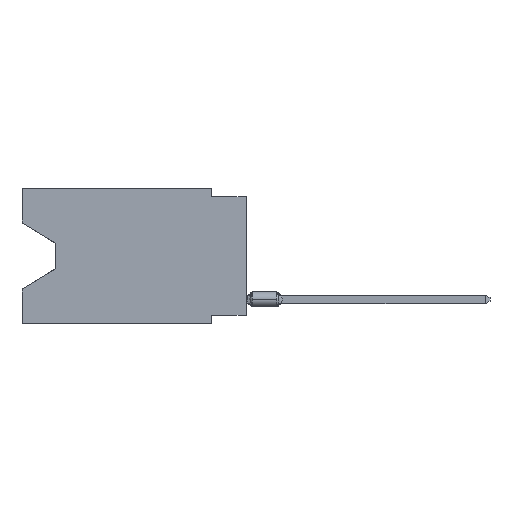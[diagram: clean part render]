
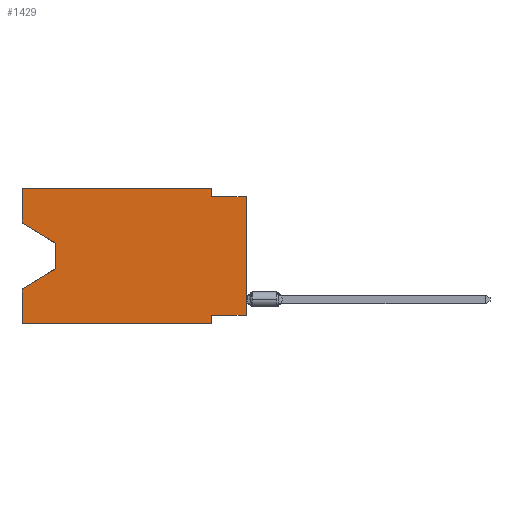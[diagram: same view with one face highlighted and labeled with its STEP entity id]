
A CAD part, left-side view. The second image highlights one B-rep face of the part: STEP entity #1429.
In plain terms, the highlighted planar face has unit normal (-1, 0, 0).
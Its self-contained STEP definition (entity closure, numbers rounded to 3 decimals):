
#101 = LINE ( 'NONE', #28443, #15344 ) ;
#125 = LINE ( 'NONE', #4613, #11237 ) ;
#218 = EDGE_CURVE ( 'NONE', #27384, #17913, #9442, .T. ) ;
#412 = DIRECTION ( 'NONE',  ( 0., -1., 0. ) ) ;
#556 = VERTEX_POINT ( 'NONE', #13151 ) ;
#711 = LINE ( 'NONE', #29054, #20528 ) ;
#829 = CARTESIAN_POINT ( 'NONE',  ( 0., 13.97, -5.893 ) ) ;
#964 = CARTESIAN_POINT ( 'NONE',  ( 0., 13.97, -4.013 ) ) ;
#1383 = VECTOR ( 'NONE', #13546, 1000. ) ;
#1429 = ADVANCED_FACE ( 'NONE', ( #10594 ), #27322, .F. ) ;
#1467 = VECTOR ( 'NONE', #19741, 1000. ) ;
#1511 = VECTOR ( 'NONE', #28004, 1000. ) ;
#1789 = ORIENTED_EDGE ( 'NONE', *, *, #24232, .T. ) ;
#2174 = CARTESIAN_POINT ( 'NONE',  ( 0., 16.383, -2.546 ) ) ;
#2215 = LINE ( 'NONE', #16180, #11334 ) ;
#2862 = EDGE_CURVE ( 'NONE', #10053, #26990, #711, .T. ) ;
#3205 = ORIENTED_EDGE ( 'NONE', *, *, #218, .T. ) ;
#3757 = CARTESIAN_POINT ( 'NONE',  ( 0., 16.383, 0. ) ) ;
#3789 = LINE ( 'NONE', #8575, #1383 ) ;
#4119 = DIRECTION ( 'NONE',  ( 0., 0., 1. ) ) ;
#4121 = AXIS2_PLACEMENT_3D ( 'NONE', #3757, #24868, #14950 ) ;
#4292 = CARTESIAN_POINT ( 'NONE',  ( 0., 0., -9.271 ) ) ;
#4613 = CARTESIAN_POINT ( 'NONE',  ( 0., 2.54, 0. ) ) ;
#5159 = VECTOR ( 'NONE', #28041, 1000. ) ;
#5953 = VECTOR ( 'NONE', #24344, 1000. ) ;
#6447 = CARTESIAN_POINT ( 'NONE',  ( 0., 16.383, 0. ) ) ;
#6526 = DIRECTION ( 'NONE',  ( 0., 0.855, -0.519 ) ) ;
#6844 = EDGE_LOOP ( 'NONE', ( #28034, #3205, #1789, #14603, #25889, #22810, #22540, #23710, #18148, #14470, #17655, #20895 ) ) ;
#7512 = VERTEX_POINT ( 'NONE', #20234 ) ;
#7575 = LINE ( 'NONE', #7725, #17860 ) ;
#7579 = VERTEX_POINT ( 'NONE', #13401 ) ;
#7725 = CARTESIAN_POINT ( 'NONE',  ( 0., 16.383, -2.546 ) ) ;
#8097 = CARTESIAN_POINT ( 'NONE',  ( 0., 16.383, 0. ) ) ;
#8475 = LINE ( 'NONE', #6447, #19696 ) ;
#8575 = CARTESIAN_POINT ( 'NONE',  ( 0., 16.383, -9.906 ) ) ;
#8957 = VECTOR ( 'NONE', #6526, 1000. ) ;
#9141 = CARTESIAN_POINT ( 'NONE',  ( 0., 2.54, -0.635 ) ) ;
#9442 = LINE ( 'NONE', #18767, #5159 ) ;
#9555 = DIRECTION ( 'NONE',  ( 0., 0., -1. ) ) ;
#10053 = VERTEX_POINT ( 'NONE', #9141 ) ;
#10594 = FACE_OUTER_BOUND ( 'NONE', #6844, .T. ) ;
#11193 = VERTEX_POINT ( 'NONE', #25202 ) ;
#11237 = VECTOR ( 'NONE', #9555, 1000. ) ;
#11334 = VECTOR ( 'NONE', #18359, 1000. ) ;
#11781 = VERTEX_POINT ( 'NONE', #22469 ) ;
#12053 = EDGE_CURVE ( 'NONE', #11193, #10053, #125, .T. ) ;
#12698 = LINE ( 'NONE', #4292, #1511 ) ;
#13142 = CARTESIAN_POINT ( 'NONE',  ( 0., 16.383, 0. ) ) ;
#13151 = CARTESIAN_POINT ( 'NONE',  ( 0., 2.54, -9.271 ) ) ;
#13164 = VERTEX_POINT ( 'NONE', #24681 ) ;
#13396 = EDGE_CURVE ( 'NONE', #556, #11781, #24026, .T. ) ;
#13400 = EDGE_CURVE ( 'NONE', #28044, #27384, #7575, .T. ) ;
#13401 = CARTESIAN_POINT ( 'NONE',  ( 0., 0., -9.271 ) ) ;
#13546 = DIRECTION ( 'NONE',  ( 0., -1., 0. ) ) ;
#13625 = EDGE_CURVE ( 'NONE', #7579, #556, #12698, .T. ) ;
#13905 = DIRECTION ( 'NONE',  ( 0., 0., 1. ) ) ;
#14470 = ORIENTED_EDGE ( 'NONE', *, *, #12053, .F. ) ;
#14603 = ORIENTED_EDGE ( 'NONE', *, *, #28730, .F. ) ;
#14950 = DIRECTION ( 'NONE',  ( 0., 0., -1. ) ) ;
#15344 = VECTOR ( 'NONE', #13905, 1000. ) ;
#16166 = CARTESIAN_POINT ( 'NONE',  ( 0., 0., -0.635 ) ) ;
#16180 = CARTESIAN_POINT ( 'NONE',  ( 0., 0., 0. ) ) ;
#16441 = EDGE_CURVE ( 'NONE', #7579, #26990, #2215, .T. ) ;
#17198 = CARTESIAN_POINT ( 'NONE',  ( 0., 2.54, -9.906 ) ) ;
#17373 = EDGE_CURVE ( 'NONE', #28044, #24876, #101, .T. ) ;
#17655 = ORIENTED_EDGE ( 'NONE', *, *, #21514, .F. ) ;
#17860 = VECTOR ( 'NONE', #26354, 1000. ) ;
#17913 = VERTEX_POINT ( 'NONE', #829 ) ;
#18148 = ORIENTED_EDGE ( 'NONE', *, *, #2862, .F. ) ;
#18359 = DIRECTION ( 'NONE',  ( 0., 0., 1. ) ) ;
#18767 = CARTESIAN_POINT ( 'NONE',  ( 0., 13.97, -4.013 ) ) ;
#19696 = VECTOR ( 'NONE', #4119, 1000. ) ;
#19741 = DIRECTION ( 'NONE',  ( 0., -1., 0. ) ) ;
#20234 = CARTESIAN_POINT ( 'NONE',  ( 0., 16.383, -9.906 ) ) ;
#20528 = VECTOR ( 'NONE', #412, 1000. ) ;
#20895 = ORIENTED_EDGE ( 'NONE', *, *, #17373, .F. ) ;
#21514 = EDGE_CURVE ( 'NONE', #24876, #11193, #24398, .T. ) ;
#22469 = CARTESIAN_POINT ( 'NONE',  ( 0., 2.54, -9.906 ) ) ;
#22540 = ORIENTED_EDGE ( 'NONE', *, *, #13625, .F. ) ;
#22810 = ORIENTED_EDGE ( 'NONE', *, *, #13396, .F. ) ;
#23125 = CARTESIAN_POINT ( 'NONE',  ( 0., 13.97, -5.893 ) ) ;
#23710 = ORIENTED_EDGE ( 'NONE', *, *, #16441, .T. ) ;
#24026 = LINE ( 'NONE', #17198, #5953 ) ;
#24232 = EDGE_CURVE ( 'NONE', #17913, #13164, #27911, .T. ) ;
#24344 = DIRECTION ( 'NONE',  ( 0., 0., -1. ) ) ;
#24398 = LINE ( 'NONE', #8097, #1467 ) ;
#24681 = CARTESIAN_POINT ( 'NONE',  ( 0., 16.383, -7.36 ) ) ;
#24868 = DIRECTION ( 'NONE',  ( 1., 0., 0. ) ) ;
#24876 = VERTEX_POINT ( 'NONE', #13142 ) ;
#25202 = CARTESIAN_POINT ( 'NONE',  ( 0., 2.54, 0. ) ) ;
#25889 = ORIENTED_EDGE ( 'NONE', *, *, #29126, .T. ) ;
#26354 = DIRECTION ( 'NONE',  ( 0., -0.855, -0.519 ) ) ;
#26990 = VERTEX_POINT ( 'NONE', #16166 ) ;
#27322 = PLANE ( 'NONE',  #4121 ) ;
#27384 = VERTEX_POINT ( 'NONE', #964 ) ;
#27911 = LINE ( 'NONE', #23125, #8957 ) ;
#28004 = DIRECTION ( 'NONE',  ( 0., 1., 0. ) ) ;
#28034 = ORIENTED_EDGE ( 'NONE', *, *, #13400, .T. ) ;
#28041 = DIRECTION ( 'NONE',  ( 0., 0., -1. ) ) ;
#28044 = VERTEX_POINT ( 'NONE', #2174 ) ;
#28443 = CARTESIAN_POINT ( 'NONE',  ( 0., 16.383, 0. ) ) ;
#28730 = EDGE_CURVE ( 'NONE', #7512, #13164, #8475, .T. ) ;
#29054 = CARTESIAN_POINT ( 'NONE',  ( 0., 0., -0.635 ) ) ;
#29126 = EDGE_CURVE ( 'NONE', #7512, #11781, #3789, .T. ) ;
